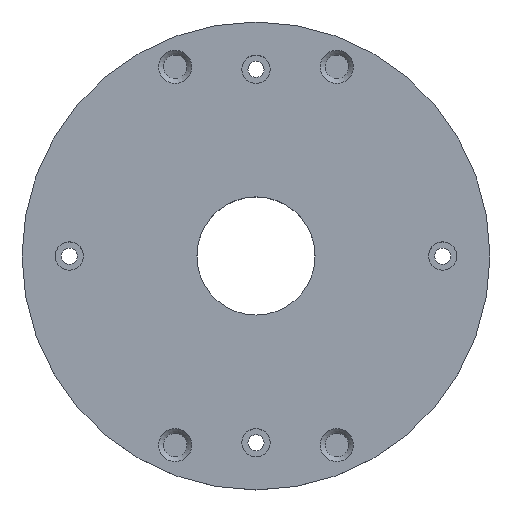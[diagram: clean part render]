
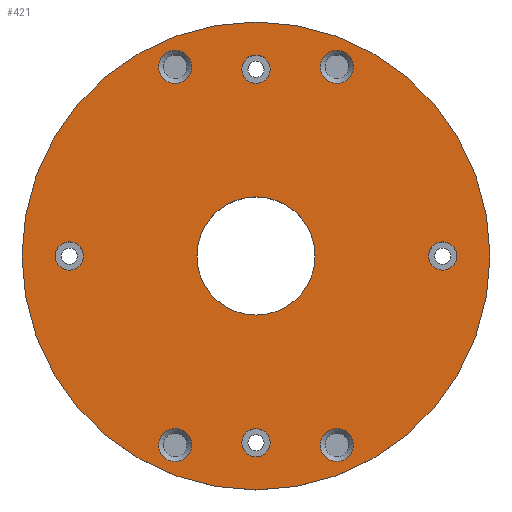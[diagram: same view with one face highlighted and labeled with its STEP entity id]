
A CAD part, top view. The second image highlights one B-rep face of the part: STEP entity #421.
In plain terms, the highlighted planar face has unit normal (0, 0, 1).
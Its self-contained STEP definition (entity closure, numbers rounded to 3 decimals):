
#42=FACE_BOUND('',#104,.T.);
#43=FACE_BOUND('',#105,.T.);
#44=FACE_BOUND('',#106,.T.);
#45=FACE_BOUND('',#107,.T.);
#46=FACE_BOUND('',#108,.T.);
#47=FACE_BOUND('',#109,.T.);
#48=FACE_BOUND('',#110,.T.);
#49=FACE_BOUND('',#111,.T.);
#50=FACE_BOUND('',#112,.T.);
#61=PLANE('',#470);
#73=FACE_OUTER_BOUND('',#103,.T.);
#103=EDGE_LOOP('',(#314));
#104=EDGE_LOOP('',(#315));
#105=EDGE_LOOP('',(#316));
#106=EDGE_LOOP('',(#317));
#107=EDGE_LOOP('',(#318));
#108=EDGE_LOOP('',(#319));
#109=EDGE_LOOP('',(#320));
#110=EDGE_LOOP('',(#321));
#111=EDGE_LOOP('',(#322));
#112=EDGE_LOOP('',(#323));
#189=CIRCLE('',#468,3.5);
#191=CIRCLE('',#471,49.5);
#192=CIRCLE('',#472,3.5);
#193=CIRCLE('',#473,3.5);
#194=CIRCLE('',#474,3.);
#195=CIRCLE('',#475,3.);
#196=CIRCLE('',#476,3.);
#197=CIRCLE('',#477,3.);
#198=CIRCLE('',#478,12.5);
#199=CIRCLE('',#479,3.5);
#223=VERTEX_POINT('',#700);
#225=VERTEX_POINT('',#706);
#226=VERTEX_POINT('',#708);
#227=VERTEX_POINT('',#710);
#228=VERTEX_POINT('',#712);
#229=VERTEX_POINT('',#714);
#230=VERTEX_POINT('',#716);
#231=VERTEX_POINT('',#718);
#232=VERTEX_POINT('',#720);
#233=VERTEX_POINT('',#722);
#257=EDGE_CURVE('',#223,#223,#189,.T.);
#260=EDGE_CURVE('',#225,#225,#191,.T.);
#261=EDGE_CURVE('',#226,#226,#192,.T.);
#262=EDGE_CURVE('',#227,#227,#193,.T.);
#263=EDGE_CURVE('',#228,#228,#194,.T.);
#264=EDGE_CURVE('',#229,#229,#195,.T.);
#265=EDGE_CURVE('',#230,#230,#196,.T.);
#266=EDGE_CURVE('',#231,#231,#197,.T.);
#267=EDGE_CURVE('',#232,#232,#198,.T.);
#268=EDGE_CURVE('',#233,#233,#199,.T.);
#314=ORIENTED_EDGE('',*,*,#260,.T.);
#315=ORIENTED_EDGE('',*,*,#261,.F.);
#316=ORIENTED_EDGE('',*,*,#262,.F.);
#317=ORIENTED_EDGE('',*,*,#263,.T.);
#318=ORIENTED_EDGE('',*,*,#264,.T.);
#319=ORIENTED_EDGE('',*,*,#265,.T.);
#320=ORIENTED_EDGE('',*,*,#266,.T.);
#321=ORIENTED_EDGE('',*,*,#267,.T.);
#322=ORIENTED_EDGE('',*,*,#268,.F.);
#323=ORIENTED_EDGE('',*,*,#257,.F.);
#421=ADVANCED_FACE('',(#73,#42,#43,#44,#45,#46,#47,#48,#49,#50),#61,.T.);
#468=AXIS2_PLACEMENT_3D('',#701,#544,#545);
#470=AXIS2_PLACEMENT_3D('',#705,#549,#550);
#471=AXIS2_PLACEMENT_3D('',#707,#551,#552);
#472=AXIS2_PLACEMENT_3D('',#709,#553,#554);
#473=AXIS2_PLACEMENT_3D('',#711,#555,#556);
#474=AXIS2_PLACEMENT_3D('',#713,#557,#558);
#475=AXIS2_PLACEMENT_3D('',#715,#559,#560);
#476=AXIS2_PLACEMENT_3D('',#717,#561,#562);
#477=AXIS2_PLACEMENT_3D('',#719,#563,#564);
#478=AXIS2_PLACEMENT_3D('',#721,#565,#566);
#479=AXIS2_PLACEMENT_3D('',#723,#567,#568);
#544=DIRECTION('center_axis',(0.,0.,1.));
#545=DIRECTION('ref_axis',(-1.,0.,0.));
#549=DIRECTION('center_axis',(0.,0.,1.));
#550=DIRECTION('ref_axis',(-1.,0.,0.));
#551=DIRECTION('center_axis',(0.,0.,1.));
#552=DIRECTION('ref_axis',(-1.,0.,0.));
#553=DIRECTION('center_axis',(0.,0.,1.));
#554=DIRECTION('ref_axis',(-1.,0.,0.));
#555=DIRECTION('center_axis',(0.,0.,1.));
#556=DIRECTION('ref_axis',(-1.,0.,0.));
#557=DIRECTION('center_axis',(0.,0.,-1.));
#558=DIRECTION('ref_axis',(-1.,0.,0.));
#559=DIRECTION('center_axis',(0.,0.,-1.));
#560=DIRECTION('ref_axis',(-1.,0.,0.));
#561=DIRECTION('center_axis',(0.,0.,-1.));
#562=DIRECTION('ref_axis',(-1.,0.,0.));
#563=DIRECTION('center_axis',(0.,0.,-1.));
#564=DIRECTION('ref_axis',(-1.,0.,0.));
#565=DIRECTION('center_axis',(0.,0.,-1.));
#566=DIRECTION('ref_axis',(-1.,0.,0.));
#567=DIRECTION('center_axis',(0.,0.,1.));
#568=DIRECTION('ref_axis',(-1.,0.,0.));
#700=CARTESIAN_POINT('',(-13.595,-40.,76.));
#701=CARTESIAN_POINT('Origin',(-17.095,-40.,76.));
#705=CARTESIAN_POINT('Origin',(0.,0.,76.));
#706=CARTESIAN_POINT('',(49.5,0.,76.));
#707=CARTESIAN_POINT('Origin',(0.,0.,76.));
#708=CARTESIAN_POINT('',(20.595,-40.,76.));
#709=CARTESIAN_POINT('Origin',(17.095,-40.,76.));
#710=CARTESIAN_POINT('',(-13.595,40.,76.));
#711=CARTESIAN_POINT('Origin',(-17.095,40.,76.));
#712=CARTESIAN_POINT('',(42.5,0.,76.));
#713=CARTESIAN_POINT('Origin',(39.5,0.,76.));
#714=CARTESIAN_POINT('',(3.,39.5,76.));
#715=CARTESIAN_POINT('Origin',(0.,39.5,76.));
#716=CARTESIAN_POINT('',(3.,-39.5,76.));
#717=CARTESIAN_POINT('Origin',(0.,-39.5,76.));
#718=CARTESIAN_POINT('',(-36.5,0.,76.));
#719=CARTESIAN_POINT('Origin',(-39.5,0.,76.));
#720=CARTESIAN_POINT('',(12.5,0.,76.));
#721=CARTESIAN_POINT('Origin',(0.,0.,76.));
#722=CARTESIAN_POINT('',(20.595,40.,76.));
#723=CARTESIAN_POINT('Origin',(17.095,40.,76.));
